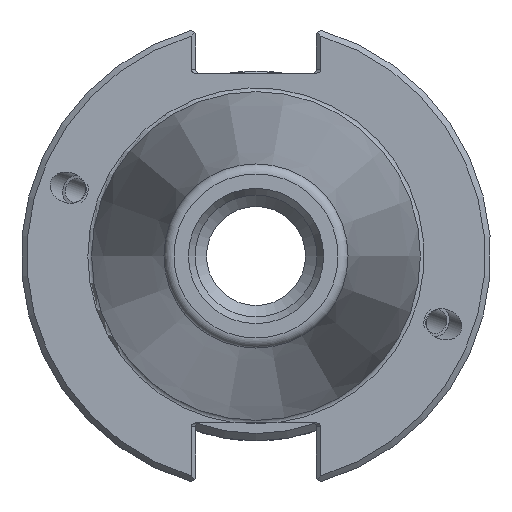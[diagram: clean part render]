
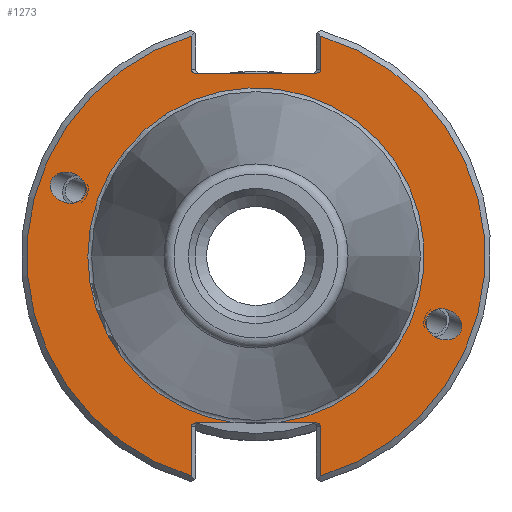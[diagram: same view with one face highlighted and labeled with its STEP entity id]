
A CAD part, left-side view. The second image highlights one B-rep face of the part: STEP entity #1273.
In plain terms, the highlighted planar face has unit normal (-1, 0, 0).
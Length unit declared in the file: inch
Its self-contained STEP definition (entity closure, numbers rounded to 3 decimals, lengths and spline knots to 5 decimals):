
#514=CARTESIAN_POINT('',(0.125,-0.90631,-0.32987));
#515=VERTEX_POINT('',#514);
#516=CARTESIAN_POINT('',(0.125,-0.99889,-0.36357));
#517=DIRECTION('',(1.0,0.,0.));
#518=DIRECTION('',(0.,-0.94,-0.342));
#519=AXIS2_PLACEMENT_3D('',#516,#517,#518);
#520=ELLIPSE('',#519,0.09853,0.08071);
#521=EDGE_CURVE('',#515,#515,#520,.T.);
#594=CARTESIAN_POINT('',(0.125,0.90631,0.32987));
#595=VERTEX_POINT('',#594);
#596=CARTESIAN_POINT('',(0.125,0.99889,0.36357));
#597=DIRECTION('',(1.0,0.,0.));
#598=DIRECTION('',(0.,0.94,0.342));
#599=AXIS2_PLACEMENT_3D('',#596,#597,#598);
#600=ELLIPSE('',#599,0.09853,0.08071);
#601=EDGE_CURVE('',#595,#595,#600,.T.);
#1055=CARTESIAN_POINT('',(0.125,0.31672,0.972));
#1056=VERTEX_POINT('',#1055);
#1065=CARTESIAN_POINT('',(0.125,-0.31672,0.972));
#1066=VERTEX_POINT('',#1065);
#1067=CARTESIAN_POINT('',(0.125,0.31672,0.972));
#1068=DIRECTION('',(0.0,-1.0,0.0));
#1069=VECTOR('',#1068,0.63343);
#1070=LINE('',#1067,#1069);
#1071=EDGE_CURVE('',#1056,#1066,#1070,.T.);
#1121=CARTESIAN_POINT('',(0.125,-0.11172,-0.888));
#1122=VERTEX_POINT('',#1121);
#1123=CARTESIAN_POINT('',(0.125,0.11172,-0.888));
#1124=VERTEX_POINT('',#1123);
#1139=CARTESIAN_POINT('',(0.125,0.0,0.0));
#1140=DIRECTION('',(-1.0,0.0,0.0));
#1141=DIRECTION('',(0.0,-1.0,0.0));
#1142=AXIS2_PLACEMENT_3D('',#1139,#1140,#1141);
#1143=CIRCLE('',#1142,0.895);
#1144=EDGE_CURVE('',#1122,#1124,#1143,.T.);
#1160=CARTESIAN_POINT('',(0.125,1.0625,0.0));
#1161=DIRECTION('',(-1.0,0.0,0.0));
#1162=DIRECTION('',(0.0,0.0,1.0));
#1163=AXIS2_PLACEMENT_3D('',#1160,#1161,#1162);
#1164=PLANE('',#1163);
#1165=ORIENTED_EDGE('',*,*,#1144,.F.);
#1166=CARTESIAN_POINT('',(0.125,-0.31672,-0.888));
#1167=VERTEX_POINT('',#1166);
#1168=CARTESIAN_POINT('',(0.125,-0.31672,-0.888));
#1169=DIRECTION('',(0.0,1.0,0.0));
#1170=VECTOR('',#1169,0.205);
#1171=LINE('',#1168,#1170);
#1172=EDGE_CURVE('',#1167,#1122,#1171,.T.);
#1173=ORIENTED_EDGE('',*,*,#1172,.F.);
#1174=CARTESIAN_POINT('',(0.125,-0.345,-0.908));
#1175=VERTEX_POINT('',#1174);
#1176=CARTESIAN_POINT('',(0.125,-0.31672,-0.908));
#1177=DIRECTION('',(-1.0,0.0,0.0));
#1178=DIRECTION('',(0.0,-1.0,0.0));
#1179=AXIS2_PLACEMENT_3D('',#1176,#1177,#1178);
#1180=ELLIPSE('',#1179,0.02828,0.02);
#1181=EDGE_CURVE('',#1175,#1167,#1180,.T.);
#1182=ORIENTED_EDGE('',*,*,#1181,.F.);
#1183=CARTESIAN_POINT('',(0.125,-0.345,-1.1702));
#1184=VERTEX_POINT('',#1183);
#1185=CARTESIAN_POINT('',(0.125,-0.345,-1.1702));
#1186=DIRECTION('',(0.0,0.0,1.0));
#1187=VECTOR('',#1186,0.2622);
#1188=LINE('',#1185,#1187);
#1189=EDGE_CURVE('',#1184,#1175,#1188,.T.);
#1190=ORIENTED_EDGE('',*,*,#1189,.F.);
#1191=CARTESIAN_POINT('',(0.125,-0.345,1.1702));
#1192=VERTEX_POINT('',#1191);
#1193=CARTESIAN_POINT('',(0.125,0.0,0.0));
#1194=DIRECTION('',(1.0,0.0,0.0));
#1195=DIRECTION('',(0.0,-1.0,0.0));
#1196=AXIS2_PLACEMENT_3D('',#1193,#1194,#1195);
#1197=CIRCLE('',#1196,1.22);
#1198=EDGE_CURVE('',#1192,#1184,#1197,.T.);
#1199=ORIENTED_EDGE('',*,*,#1198,.F.);
#1200=CARTESIAN_POINT('',(0.125,-0.345,0.992));
#1201=VERTEX_POINT('',#1200);
#1202=CARTESIAN_POINT('',(0.125,-0.345,0.992));
#1203=DIRECTION('',(0.0,0.0,1.0));
#1204=VECTOR('',#1203,0.1782);
#1205=LINE('',#1202,#1204);
#1206=EDGE_CURVE('',#1201,#1192,#1205,.T.);
#1207=ORIENTED_EDGE('',*,*,#1206,.F.);
#1208=CARTESIAN_POINT('',(0.125,-0.31672,0.992));
#1209=DIRECTION('',(-1.0,0.0,0.0));
#1210=DIRECTION('',(0.0,-1.0,0.0));
#1211=AXIS2_PLACEMENT_3D('',#1208,#1209,#1210);
#1212=ELLIPSE('',#1211,0.02828,0.02);
#1213=EDGE_CURVE('',#1066,#1201,#1212,.T.);
#1214=ORIENTED_EDGE('',*,*,#1213,.F.);
#1215=ORIENTED_EDGE('',*,*,#1071,.F.);
#1216=CARTESIAN_POINT('',(0.125,0.345,0.992));
#1217=VERTEX_POINT('',#1216);
#1218=CARTESIAN_POINT('',(0.125,0.31672,0.992));
#1219=DIRECTION('',(-1.0,0.0,0.0));
#1220=DIRECTION('',(0.0,1.0,0.0));
#1221=AXIS2_PLACEMENT_3D('',#1218,#1219,#1220);
#1222=ELLIPSE('',#1221,0.02828,0.02);
#1223=EDGE_CURVE('',#1217,#1056,#1222,.T.);
#1224=ORIENTED_EDGE('',*,*,#1223,.F.);
#1225=CARTESIAN_POINT('',(0.125,0.345,1.1702));
#1226=VERTEX_POINT('',#1225);
#1227=CARTESIAN_POINT('',(0.125,0.345,1.1702));
#1228=DIRECTION('',(0.0,0.0,-1.0));
#1229=VECTOR('',#1228,0.1782);
#1230=LINE('',#1227,#1229);
#1231=EDGE_CURVE('',#1226,#1217,#1230,.T.);
#1232=ORIENTED_EDGE('',*,*,#1231,.F.);
#1233=CARTESIAN_POINT('',(0.125,0.345,-1.1702));
#1234=VERTEX_POINT('',#1233);
#1235=CARTESIAN_POINT('',(0.125,0.0,0.0));
#1236=DIRECTION('',(1.0,0.0,0.0));
#1237=DIRECTION('',(0.0,1.0,0.0));
#1238=AXIS2_PLACEMENT_3D('',#1235,#1236,#1237);
#1239=CIRCLE('',#1238,1.22);
#1240=EDGE_CURVE('',#1234,#1226,#1239,.T.);
#1241=ORIENTED_EDGE('',*,*,#1240,.F.);
#1242=CARTESIAN_POINT('',(0.125,0.345,-0.908));
#1243=VERTEX_POINT('',#1242);
#1244=CARTESIAN_POINT('',(0.125,0.345,-0.908));
#1245=DIRECTION('',(0.0,0.0,-1.0));
#1246=VECTOR('',#1245,0.2622);
#1247=LINE('',#1244,#1246);
#1248=EDGE_CURVE('',#1243,#1234,#1247,.T.);
#1249=ORIENTED_EDGE('',*,*,#1248,.F.);
#1250=CARTESIAN_POINT('',(0.125,0.31672,-0.888));
#1251=VERTEX_POINT('',#1250);
#1252=CARTESIAN_POINT('',(0.125,0.31672,-0.908));
#1253=DIRECTION('',(-1.0,0.0,0.0));
#1254=DIRECTION('',(0.0,1.0,0.0));
#1255=AXIS2_PLACEMENT_3D('',#1252,#1253,#1254);
#1256=ELLIPSE('',#1255,0.02828,0.02);
#1257=EDGE_CURVE('',#1251,#1243,#1256,.T.);
#1258=ORIENTED_EDGE('',*,*,#1257,.F.);
#1259=CARTESIAN_POINT('',(0.125,0.11172,-0.888));
#1260=DIRECTION('',(0.0,1.0,0.0));
#1261=VECTOR('',#1260,0.205);
#1262=LINE('',#1259,#1261);
#1263=EDGE_CURVE('',#1124,#1251,#1262,.T.);
#1264=ORIENTED_EDGE('',*,*,#1263,.F.);
#1265=EDGE_LOOP('',(#1165,#1173,#1182,#1190,#1199,#1207,#1214,#1215,#1224,#1232,#1241,#1249,#1258,#1264));
#1266=FACE_OUTER_BOUND('',#1265,.T.);
#1267=ORIENTED_EDGE('',*,*,#521,.T.);
#1268=EDGE_LOOP('',(#1267));
#1269=FACE_BOUND('',#1268,.T.);
#1270=ORIENTED_EDGE('',*,*,#601,.T.);
#1271=EDGE_LOOP('',(#1270));
#1272=FACE_BOUND('',#1271,.T.);
#1273=ADVANCED_FACE('',(#1266,#1269,#1272),#1164,.T.);
